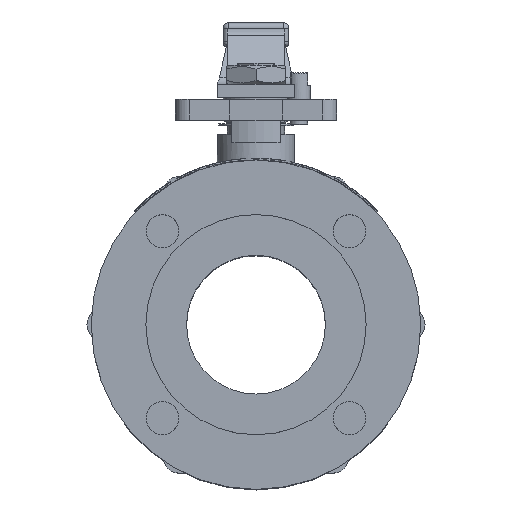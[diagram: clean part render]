
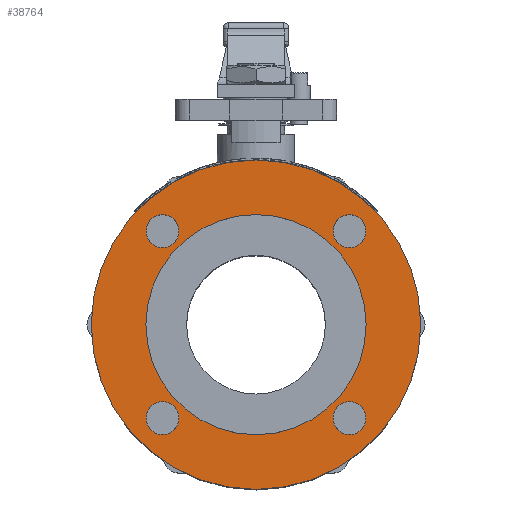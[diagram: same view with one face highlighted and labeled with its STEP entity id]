
A CAD part, top view. The second image highlights one B-rep face of the part: STEP entity #38764.
In plain terms, the highlighted planar face has unit normal (0, 0, 1).
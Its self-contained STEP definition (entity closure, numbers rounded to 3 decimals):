
#9113=FACE_BOUND('',#12356,.T.);
#9114=FACE_BOUND('',#12357,.T.);
#9115=FACE_BOUND('',#12358,.T.);
#9116=FACE_BOUND('',#12359,.T.);
#9117=FACE_BOUND('',#12360,.T.);
#10082=FACE_OUTER_BOUND('',#12355,.T.);
#12355=EDGE_LOOP('',(#28211));
#12356=EDGE_LOOP('',(#28212));
#12357=EDGE_LOOP('',(#28213));
#12358=EDGE_LOOP('',(#28214));
#12359=EDGE_LOOP('',(#28215));
#12360=EDGE_LOOP('',(#28216));
#14156=CIRCLE('',#40908,63.5);
#14157=CIRCLE('',#40911,9.5);
#14159=CIRCLE('',#40914,9.5);
#14161=CIRCLE('',#40917,9.5);
#14163=CIRCLE('',#40920,9.5);
#14188=CIRCLE('',#40964,95.);
#15977=VERTEX_POINT('',#64045);
#15983=VERTEX_POINT('',#64084);
#15985=VERTEX_POINT('',#64089);
#15987=VERTEX_POINT('',#64094);
#15989=VERTEX_POINT('',#64099);
#16020=VERTEX_POINT('',#64198);
#20426=EDGE_CURVE('',#15977,#15977,#14156,.T.);
#20432=EDGE_CURVE('',#15983,#15983,#14157,.T.);
#20434=EDGE_CURVE('',#15985,#15985,#14159,.T.);
#20436=EDGE_CURVE('',#15987,#15987,#14161,.T.);
#20438=EDGE_CURVE('',#15989,#15989,#14163,.T.);
#20487=EDGE_CURVE('',#16020,#16020,#14188,.T.);
#28211=ORIENTED_EDGE('',*,*,#20487,.T.);
#28212=ORIENTED_EDGE('',*,*,#20426,.T.);
#28213=ORIENTED_EDGE('',*,*,#20432,.T.);
#28214=ORIENTED_EDGE('',*,*,#20434,.T.);
#28215=ORIENTED_EDGE('',*,*,#20436,.T.);
#28216=ORIENTED_EDGE('',*,*,#20438,.T.);
#35345=PLANE('',#40963);
#38764=ADVANCED_FACE('',(#10082,#9113,#9114,#9115,#9116,#9117),#35345,.F.);
#40908=AXIS2_PLACEMENT_3D('',#64046,#44631,#44632);
#40911=AXIS2_PLACEMENT_3D('',#64085,#44637,#44638);
#40914=AXIS2_PLACEMENT_3D('',#64090,#44643,#44644);
#40917=AXIS2_PLACEMENT_3D('',#64095,#44649,#44650);
#40920=AXIS2_PLACEMENT_3D('',#64100,#44655,#44656);
#40963=AXIS2_PLACEMENT_3D('',#64197,#44765,#44766);
#40964=AXIS2_PLACEMENT_3D('',#64199,#44767,#44768);
#44631=DIRECTION('center_axis',(0.,0.,-1.));
#44632=DIRECTION('ref_axis',(1.,0.,0.));
#44637=DIRECTION('center_axis',(0.,0.,-1.));
#44638=DIRECTION('ref_axis',(-1.,0.,0.));
#44643=DIRECTION('center_axis',(0.,0.,-1.));
#44644=DIRECTION('ref_axis',(0.,1.,0.));
#44649=DIRECTION('center_axis',(0.,0.,-1.));
#44650=DIRECTION('ref_axis',(1.,0.,0.));
#44655=DIRECTION('center_axis',(0.,0.,-1.));
#44656=DIRECTION('ref_axis',(0.,-1.,0.));
#44765=DIRECTION('center_axis',(0.,0.,-1.));
#44766=DIRECTION('ref_axis',(-1.,0.,0.));
#44767=DIRECTION('center_axis',(0.,0.,1.));
#44768=DIRECTION('ref_axis',(1.,0.,0.));
#64045=CARTESIAN_POINT('',(-63.5,0.,201.4));
#64046=CARTESIAN_POINT('Origin',(0.,0.,201.4));
#64084=CARTESIAN_POINT('',(-44.417,53.917,201.4));
#64085=CARTESIAN_POINT('Origin',(-53.917,53.917,201.4));
#64089=CARTESIAN_POINT('',(53.917,44.417,201.4));
#64090=CARTESIAN_POINT('Origin',(53.917,53.917,201.4));
#64094=CARTESIAN_POINT('',(44.417,-53.917,201.4));
#64095=CARTESIAN_POINT('Origin',(53.917,-53.917,201.4));
#64099=CARTESIAN_POINT('',(-53.917,-44.417,201.4));
#64100=CARTESIAN_POINT('Origin',(-53.917,-53.917,201.4));
#64197=CARTESIAN_POINT('Origin',(0.,0.,201.4));
#64198=CARTESIAN_POINT('',(-95.,0.,201.4));
#64199=CARTESIAN_POINT('Origin',(0.,0.,201.4));
